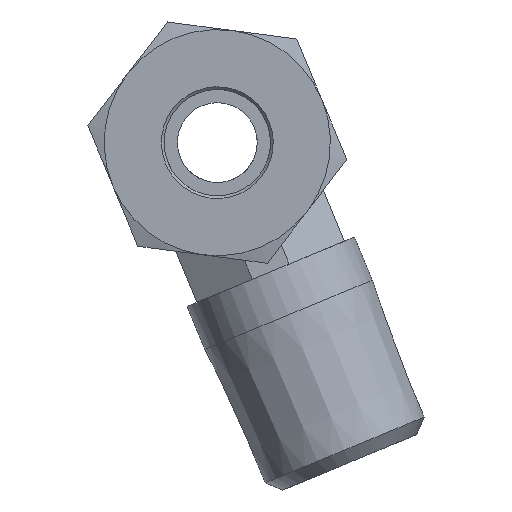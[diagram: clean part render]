
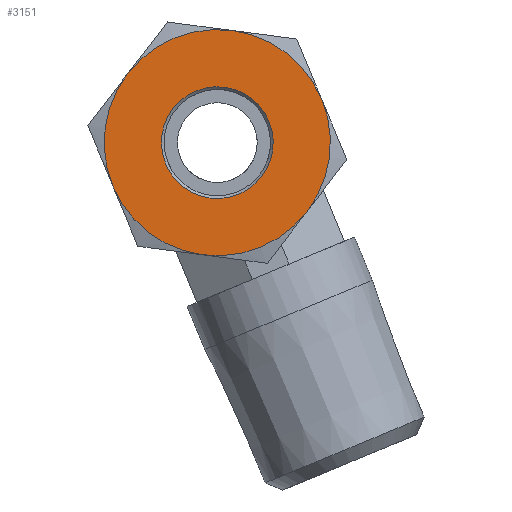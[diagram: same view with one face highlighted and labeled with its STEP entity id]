
A CAD part, front view. The second image highlights one B-rep face of the part: STEP entity #3151.
In plain terms, the highlighted face is planar.
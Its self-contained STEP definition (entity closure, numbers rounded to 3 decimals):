
#3055=CARTESIAN_POINT('',(4.2,0.,14.5));
#3056=VERTEX_POINT('',#3055);
#3057=CARTESIAN_POINT('',(0.0,0.0,14.5));
#3058=DIRECTION('',(0.0,0.0,1.0));
#3059=DIRECTION('',(-1.0,0.0,0.0));
#3060=AXIS2_PLACEMENT_3D('',#3057,#3058,#3059);
#3061=CIRCLE('',#3060,4.2);
#3062=EDGE_CURVE('',#3056,#3056,#3061,.T.);
#3087=CARTESIAN_POINT('',(0.,0.,14.5));
#3088=DIRECTION('',(0.0,0.0,1.0));
#3089=DIRECTION('',(1.0,0.0,0.0));
#3090=AXIS2_PLACEMENT_3D('',#3087,#3088,#3089);
#3091=PLANE('',#3090);
#3092=CARTESIAN_POINT('',(-4.25,-7.361,14.5));
#3093=VERTEX_POINT('',#3092);
#3094=CARTESIAN_POINT('',(4.25,-7.361,14.5));
#3095=VERTEX_POINT('',#3094);
#3096=CARTESIAN_POINT('',(0.0,0.0,14.5));
#3097=DIRECTION('',(0.0,0.0,1.0));
#3098=DIRECTION('',(-0.5,-0.866,0.0));
#3099=AXIS2_PLACEMENT_3D('',#3096,#3097,#3098);
#3100=CIRCLE('',#3099,8.5);
#3101=EDGE_CURVE('',#3093,#3095,#3100,.T.);
#3102=ORIENTED_EDGE('',*,*,#3101,.T.);
#3103=CARTESIAN_POINT('',(8.5,0.,14.5));
#3104=VERTEX_POINT('',#3103);
#3105=CARTESIAN_POINT('',(0.0,0.0,14.5));
#3106=DIRECTION('',(0.0,0.0,1.0));
#3107=DIRECTION('',(-0.5,-0.866,0.0));
#3108=AXIS2_PLACEMENT_3D('',#3105,#3106,#3107);
#3109=CIRCLE('',#3108,8.5);
#3110=EDGE_CURVE('',#3095,#3104,#3109,.T.);
#3111=ORIENTED_EDGE('',*,*,#3110,.T.);
#3112=CARTESIAN_POINT('',(4.25,7.361,14.5));
#3113=VERTEX_POINT('',#3112);
#3114=CARTESIAN_POINT('',(0.0,0.0,14.5));
#3115=DIRECTION('',(0.0,0.0,1.0));
#3116=DIRECTION('',(-0.5,-0.866,0.0));
#3117=AXIS2_PLACEMENT_3D('',#3114,#3115,#3116);
#3118=CIRCLE('',#3117,8.5);
#3119=EDGE_CURVE('',#3104,#3113,#3118,.T.);
#3120=ORIENTED_EDGE('',*,*,#3119,.T.);
#3121=CARTESIAN_POINT('',(-4.25,7.361,14.5));
#3122=VERTEX_POINT('',#3121);
#3123=CARTESIAN_POINT('',(0.0,0.0,14.5));
#3124=DIRECTION('',(0.0,0.0,1.0));
#3125=DIRECTION('',(-0.5,-0.866,0.0));
#3126=AXIS2_PLACEMENT_3D('',#3123,#3124,#3125);
#3127=CIRCLE('',#3126,8.5);
#3128=EDGE_CURVE('',#3113,#3122,#3127,.T.);
#3129=ORIENTED_EDGE('',*,*,#3128,.T.);
#3130=CARTESIAN_POINT('',(-8.5,0.0,14.5));
#3131=VERTEX_POINT('',#3130);
#3132=CARTESIAN_POINT('',(0.0,0.0,14.5));
#3133=DIRECTION('',(0.0,0.0,1.0));
#3134=DIRECTION('',(-0.5,-0.866,0.0));
#3135=AXIS2_PLACEMENT_3D('',#3132,#3133,#3134);
#3136=CIRCLE('',#3135,8.5);
#3137=EDGE_CURVE('',#3122,#3131,#3136,.T.);
#3138=ORIENTED_EDGE('',*,*,#3137,.T.);
#3139=CARTESIAN_POINT('',(0.0,0.0,14.5));
#3140=DIRECTION('',(0.0,0.0,1.0));
#3141=DIRECTION('',(-0.5,-0.866,0.0));
#3142=AXIS2_PLACEMENT_3D('',#3139,#3140,#3141);
#3143=CIRCLE('',#3142,8.5);
#3144=EDGE_CURVE('',#3131,#3093,#3143,.T.);
#3145=ORIENTED_EDGE('',*,*,#3144,.T.);
#3146=EDGE_LOOP('',(#3102,#3111,#3120,#3129,#3138,#3145));
#3147=FACE_OUTER_BOUND('',#3146,.T.);
#3148=ORIENTED_EDGE('',*,*,#3062,.F.);
#3149=EDGE_LOOP('',(#3148));
#3150=FACE_BOUND('',#3149,.T.);
#3151=ADVANCED_FACE('',(#3147,#3150),#3091,.T.);
